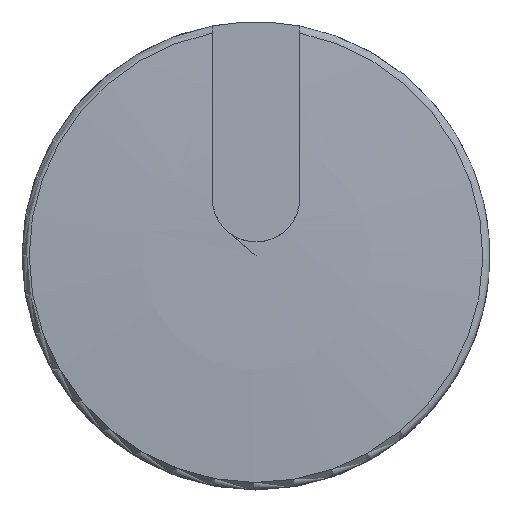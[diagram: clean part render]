
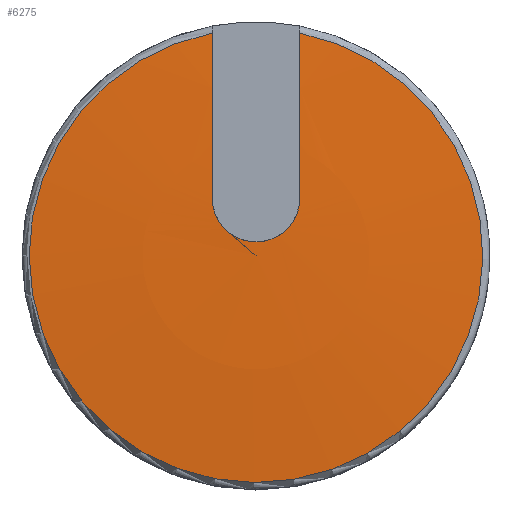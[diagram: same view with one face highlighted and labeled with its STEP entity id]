
A CAD part, top view. The second image highlights one B-rep face of the part: STEP entity #6275.
In plain terms, the highlighted spherical face has radius 250 mm.
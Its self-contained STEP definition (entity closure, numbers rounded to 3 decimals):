
#19=SPHERICAL_SURFACE('',#7063,250.);
#69=B_SPLINE_CURVE_WITH_KNOTS('',3,(#10880,#10881,#10882,#10883,#10884,
#10885,#10886),.UNSPECIFIED.,.F.,.F.,(4,1,1,1,4),(0.,0.003,
0.005,0.008,0.011),.UNSPECIFIED.);
#2688=ORIENTED_EDGE('',*,*,#3735,.F.);
#2689=ORIENTED_EDGE('',*,*,#3736,.F.);
#2690=ORIENTED_EDGE('',*,*,#3737,.F.);
#2691=ORIENTED_EDGE('',*,*,#3738,.F.);
#3735=EDGE_CURVE('',#4379,#4380,#4762,.F.);
#3736=EDGE_CURVE('',#4381,#4379,#4763,.T.);
#3737=EDGE_CURVE('',#4382,#4381,#4764,.F.);
#3738=EDGE_CURVE('',#4380,#4382,#69,.T.);
#4379=VERTEX_POINT('',#10874);
#4380=VERTEX_POINT('',#10875);
#4381=VERTEX_POINT('',#10877);
#4382=VERTEX_POINT('',#10879);
#4762=CIRCLE('',#7064,249.975);
#4763=CIRCLE('',#7065,18.144);
#4764=CIRCLE('',#7066,249.975);
#5211=EDGE_LOOP('',(#2688,#2689,#2690,#2691));
#5692=FACE_BOUND('',#5211,.T.);
#6275=ADVANCED_FACE('',(#5692),#19,.T.);
#7063=AXIS2_PLACEMENT_3D('',#10872,#8838,#8839);
#7064=AXIS2_PLACEMENT_3D('',#10873,#8840,#8841);
#7065=AXIS2_PLACEMENT_3D('',#10876,#8842,#8843);
#7066=AXIS2_PLACEMENT_3D('',#10878,#8844,#8845);
#8838=DIRECTION('',(0.,0.,-1.));
#8839=DIRECTION('',(0.,1.,0.));
#8840=DIRECTION('',(0.,1.,0.));
#8841=DIRECTION('',(0.,0.,1.));
#8842=DIRECTION('',(0.,0.,-1.));
#8843=DIRECTION('',(-1.,0.,0.));
#8844=DIRECTION('',(0.,-1.,0.));
#8845=DIRECTION('',(0.,0.,-1.));
#10872=CARTESIAN_POINT('',(0.,0.,-246.8));
#10873=CARTESIAN_POINT('',(0.,3.5,-246.8));
#10874=CARTESIAN_POINT('',(17.803,3.5,2.541));
#10875=CARTESIAN_POINT('',(4.6,3.5,3.133));
#10876=CARTESIAN_POINT('',(0.,0.,2.541));
#10877=CARTESIAN_POINT('',(17.803,-3.5,2.541));
#10878=CARTESIAN_POINT('',(0.,-3.5,-246.8));
#10879=CARTESIAN_POINT('',(4.6,-3.5,3.133));
#10880=CARTESIAN_POINT('',(4.6,3.5,3.133));
#10881=CARTESIAN_POINT('',(3.675,3.5,3.15));
#10882=CARTESIAN_POINT('',(1.862,2.742,3.184));
#10883=CARTESIAN_POINT('',(0.72,0.003,3.205));
#10884=CARTESIAN_POINT('',(1.859,-2.741,3.184));
#10885=CARTESIAN_POINT('',(3.675,-3.5,3.15));
#10886=CARTESIAN_POINT('',(4.6,-3.5,3.133));
